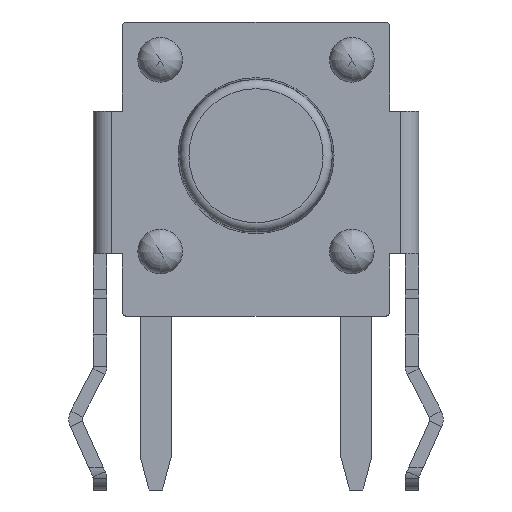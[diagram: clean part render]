
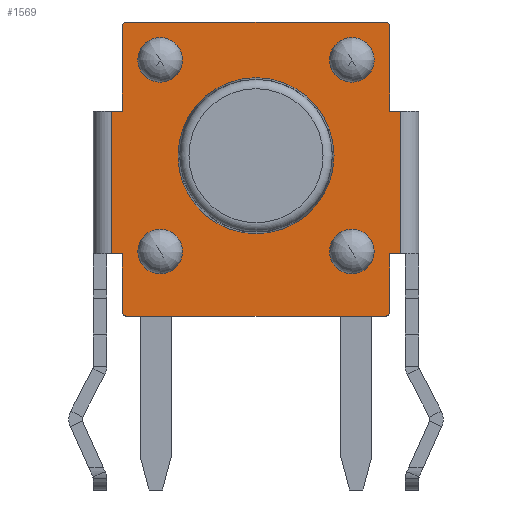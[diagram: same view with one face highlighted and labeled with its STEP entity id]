
A CAD part, front view. The second image highlights one B-rep face of the part: STEP entity #1569.
In plain terms, the highlighted planar face has unit normal (0, -1, 0).
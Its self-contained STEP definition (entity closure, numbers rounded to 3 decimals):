
#1569=ADVANCED_FACE('',(#3581,#3583,#3585,#3587,#3589,#3591),#3593,.T.);
#3581=FACE_BOUND('',#3582,.T.);
#3582=EDGE_LOOP('',(#4666,#4667,#4668,#4669,#4670,#4671,#4672,#4673,#4674,#4675,
#4676,#4677,#4678,#4679,#4680,#4681));
#3583=FACE_BOUND('',#3584,.T.);
#3584=EDGE_LOOP('',(#4682));
#3585=FACE_BOUND('',#3586,.T.);
#3586=EDGE_LOOP('',(#4683));
#3587=FACE_BOUND('',#3588,.T.);
#3588=EDGE_LOOP('',(#4684));
#3589=FACE_BOUND('',#3590,.T.);
#3590=EDGE_LOOP('',(#4685));
#3591=FACE_BOUND('',#3592,.T.);
#3592=EDGE_LOOP('',(#4686));
#3593=PLANE('',#3594);
#3594=AXIS2_PLACEMENT_3D('',#3595,#3596,#3597);
#3595=CARTESIAN_POINT('',(0.,0.,0.));
#3596=DIRECTION('',(0.,-1.,0.));
#3597=DIRECTION('',(1.,0.,0.));
#4666=ORIENTED_EDGE('',*,*,#5249,.T.);
#4667=ORIENTED_EDGE('',*,*,#5250,.T.);
#4668=ORIENTED_EDGE('',*,*,#5251,.T.);
#4669=ORIENTED_EDGE('',*,*,#5189,.F.);
#4670=ORIENTED_EDGE('',*,*,#5252,.T.);
#4671=ORIENTED_EDGE('',*,*,#5253,.T.);
#4672=ORIENTED_EDGE('',*,*,#5254,.T.);
#4673=ORIENTED_EDGE('',*,*,#5255,.T.);
#4674=ORIENTED_EDGE('',*,*,#5256,.T.);
#4675=ORIENTED_EDGE('',*,*,#5257,.T.);
#4676=ORIENTED_EDGE('',*,*,#5258,.T.);
#4677=ORIENTED_EDGE('',*,*,#5215,.F.);
#4678=ORIENTED_EDGE('',*,*,#5259,.T.);
#4679=ORIENTED_EDGE('',*,*,#5260,.T.);
#4680=ORIENTED_EDGE('',*,*,#5261,.T.);
#4681=ORIENTED_EDGE('',*,*,#5262,.T.);
#4682=ORIENTED_EDGE('',*,*,#5263,.T.);
#4683=ORIENTED_EDGE('',*,*,#5264,.T.);
#4684=ORIENTED_EDGE('',*,*,#5265,.T.);
#4685=ORIENTED_EDGE('',*,*,#5266,.T.);
#4686=ORIENTED_EDGE('',*,*,#5267,.T.);
#5189=EDGE_CURVE('',#5889,#5891,#5892,.T.);
#5215=EDGE_CURVE('',#5921,#5923,#5924,.T.);
#5249=EDGE_CURVE('',#5981,#5982,#5983,.T.);
#5250=EDGE_CURVE('',#5982,#5984,#5985,.T.);
#5251=EDGE_CURVE('',#5984,#5891,#5986,.T.);
#5252=EDGE_CURVE('',#5889,#5987,#5988,.T.);
#5253=EDGE_CURVE('',#5987,#5989,#5990,.T.);
#5254=EDGE_CURVE('',#5989,#5991,#5992,.T.);
#5255=EDGE_CURVE('',#5991,#5993,#5994,.T.);
#5256=EDGE_CURVE('',#5993,#5995,#5996,.T.);
#5257=EDGE_CURVE('',#5995,#5997,#5998,.T.);
#5258=EDGE_CURVE('',#5997,#5923,#5999,.T.);
#5259=EDGE_CURVE('',#5921,#6000,#6001,.T.);
#5260=EDGE_CURVE('',#6000,#6002,#6003,.T.);
#5261=EDGE_CURVE('',#6002,#6004,#6005,.T.);
#5262=EDGE_CURVE('',#6004,#5981,#6006,.T.);
#5263=EDGE_CURVE('',#6007,#6007,#6008,.F.);
#5264=EDGE_CURVE('',#6009,#6009,#6010,.F.);
#5265=EDGE_CURVE('',#6011,#6011,#6012,.F.);
#5266=EDGE_CURVE('',#6013,#6013,#6014,.F.);
#5267=EDGE_CURVE('',#6015,#6015,#6016,.F.);
#5889=VERTEX_POINT('',#7453);
#5891=VERTEX_POINT('',#7458);
#5892=LINE('',#7459,#7460);
#5921=VERTEX_POINT('',#7543);
#5923=VERTEX_POINT('',#7548);
#5924=LINE('',#7549,#7550);
#5981=VERTEX_POINT('',#7686);
#5982=VERTEX_POINT('',#7687);
#5983=CIRCLE('',#7688,0.1);
#5984=VERTEX_POINT('',#7692);
#5985=LINE('',#7693,#7694);
#5986=LINE('',#7696,#7697);
#5987=VERTEX_POINT('',#7699);
#5988=LINE('',#7700,#7701);
#5989=VERTEX_POINT('',#7703);
#5990=LINE('',#7704,#7705);
#5991=VERTEX_POINT('',#7707);
#5992=CIRCLE('',#7708,0.1);
#5993=VERTEX_POINT('',#7712);
#5994=LINE('',#7713,#7714);
#5995=VERTEX_POINT('',#7716);
#5996=CIRCLE('',#7717,0.1);
#5997=VERTEX_POINT('',#7721);
#5998=LINE('',#7722,#7723);
#5999=LINE('',#7725,#7726);
#6000=VERTEX_POINT('',#7728);
#6001=LINE('',#7729,#7730);
#6002=VERTEX_POINT('',#7732);
#6003=LINE('',#7733,#7734);
#6004=VERTEX_POINT('',#7736);
#6005=CIRCLE('',#7737,0.1);
#6006=LINE('',#7741,#7742);
#6007=VERTEX_POINT('',#7744);
#6008=CIRCLE('',#7745,1.75);
#6009=VERTEX_POINT('',#7749);
#6010=CIRCLE('',#7750,0.4);
#6011=VERTEX_POINT('',#7754);
#6012=CIRCLE('',#7755,0.4);
#6013=VERTEX_POINT('',#7759);
#6014=CIRCLE('',#7760,0.4);
#6015=VERTEX_POINT('',#7764);
#6016=CIRCLE('',#7765,0.4);
#7453=CARTESIAN_POINT('',(3.25,0.,5.));
#7458=CARTESIAN_POINT('',(3.25,0.,1.8));
#7459=CARTESIAN_POINT('',(3.25,0.,5.));
#7460=VECTOR('',#7461,1.);
#7461=DIRECTION('',(0.,0.,-1.));
#7543=CARTESIAN_POINT('',(-3.25,0.,1.8));
#7548=CARTESIAN_POINT('',(-3.25,0.,5.));
#7549=CARTESIAN_POINT('',(-3.25,0.,1.8));
#7550=VECTOR('',#7551,1.);
#7551=DIRECTION('',(0.,0.,1.));
#7686=CARTESIAN_POINT('',(2.9,0.,0.4));
#7687=CARTESIAN_POINT('',(3.,0.,0.5));
#7688=AXIS2_PLACEMENT_3D('',#7689,#7690,#7691);
#7689=CARTESIAN_POINT('',(2.9,0.,0.5));
#7690=DIRECTION('',(0.,-1.,0.));
#7691=DIRECTION('',(0.,0.,-1.));
#7692=CARTESIAN_POINT('',(3.,0.,1.8));
#7693=CARTESIAN_POINT('',(3.,0.,0.5));
#7694=VECTOR('',#7695,1.);
#7695=DIRECTION('',(0.,0.,1.));
#7696=CARTESIAN_POINT('',(3.,0.,1.8));
#7697=VECTOR('',#7698,1.);
#7698=DIRECTION('',(1.,0.,0.));
#7699=CARTESIAN_POINT('',(3.,0.,5.));
#7700=CARTESIAN_POINT('',(3.25,0.,5.));
#7701=VECTOR('',#7702,1.);
#7702=DIRECTION('',(-1.,0.,0.));
#7703=CARTESIAN_POINT('',(3.,0.,6.9));
#7704=CARTESIAN_POINT('',(3.,0.,5.));
#7705=VECTOR('',#7706,1.);
#7706=DIRECTION('',(0.,0.,1.));
#7707=CARTESIAN_POINT('',(2.9,0.,7.));
#7708=AXIS2_PLACEMENT_3D('',#7709,#7710,#7711);
#7709=CARTESIAN_POINT('',(2.9,0.,6.9));
#7710=DIRECTION('',(0.,-1.,0.));
#7711=DIRECTION('',(1.,0.,0.));
#7712=CARTESIAN_POINT('',(-2.9,0.,7.));
#7713=CARTESIAN_POINT('',(2.9,0.,7.));
#7714=VECTOR('',#7715,1.);
#7715=DIRECTION('',(-1.,0.,0.));
#7716=CARTESIAN_POINT('',(-3.,0.,6.9));
#7717=AXIS2_PLACEMENT_3D('',#7718,#7719,#7720);
#7718=CARTESIAN_POINT('',(-2.9,0.,6.9));
#7719=DIRECTION('',(0.,-1.,0.));
#7720=DIRECTION('',(0.,0.,1.));
#7721=CARTESIAN_POINT('',(-3.,0.,5.));
#7722=CARTESIAN_POINT('',(-3.,0.,6.9));
#7723=VECTOR('',#7724,1.);
#7724=DIRECTION('',(0.,0.,-1.));
#7725=CARTESIAN_POINT('',(-3.,0.,5.));
#7726=VECTOR('',#7727,1.);
#7727=DIRECTION('',(-1.,0.,0.));
#7728=CARTESIAN_POINT('',(-3.,0.,1.8));
#7729=CARTESIAN_POINT('',(-3.25,0.,1.8));
#7730=VECTOR('',#7731,1.);
#7731=DIRECTION('',(1.,0.,0.));
#7732=CARTESIAN_POINT('',(-3.,0.,0.5));
#7733=CARTESIAN_POINT('',(-3.,0.,1.8));
#7734=VECTOR('',#7735,1.);
#7735=DIRECTION('',(0.,0.,-1.));
#7736=CARTESIAN_POINT('',(-2.9,0.,0.4));
#7737=AXIS2_PLACEMENT_3D('',#7738,#7739,#7740);
#7738=CARTESIAN_POINT('',(-2.9,0.,0.5));
#7739=DIRECTION('',(0.,-1.,0.));
#7740=DIRECTION('',(-1.,0.,0.));
#7741=CARTESIAN_POINT('',(-2.9,0.,0.4));
#7742=VECTOR('',#7743,1.);
#7743=DIRECTION('',(1.,0.,0.));
#7744=CARTESIAN_POINT('',(1.75,0.,4.));
#7745=AXIS2_PLACEMENT_3D('',#7746,#7747,#7748);
#7746=CARTESIAN_POINT('',(0.,0.,4.));
#7747=DIRECTION('',(0.,-1.,0.));
#7748=DIRECTION('',(1.,0.,0.));
#7749=CARTESIAN_POINT('',(-1.75,0.,6.15));
#7750=AXIS2_PLACEMENT_3D('',#7751,#7752,#7753);
#7751=CARTESIAN_POINT('',(-2.15,0.,6.15));
#7752=DIRECTION('',(0.,-1.,0.));
#7753=DIRECTION('',(1.,0.,0.));
#7754=CARTESIAN_POINT('',(2.55,0.,6.15));
#7755=AXIS2_PLACEMENT_3D('',#7756,#7757,#7758);
#7756=CARTESIAN_POINT('',(2.15,0.,6.15));
#7757=DIRECTION('',(0.,-1.,0.));
#7758=DIRECTION('',(1.,0.,0.));
#7759=CARTESIAN_POINT('',(2.55,0.,1.85));
#7760=AXIS2_PLACEMENT_3D('',#7761,#7762,#7763);
#7761=CARTESIAN_POINT('',(2.15,0.,1.85));
#7762=DIRECTION('',(0.,-1.,0.));
#7763=DIRECTION('',(1.,0.,0.));
#7764=CARTESIAN_POINT('',(-1.75,0.,1.85));
#7765=AXIS2_PLACEMENT_3D('',#7766,#7767,#7768);
#7766=CARTESIAN_POINT('',(-2.15,0.,1.85));
#7767=DIRECTION('',(0.,-1.,0.));
#7768=DIRECTION('',(1.,0.,0.));
